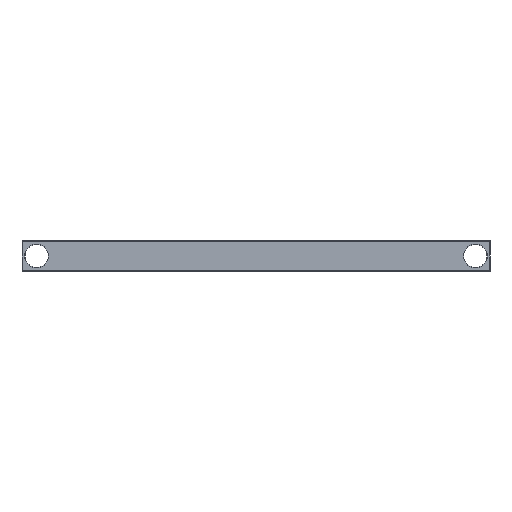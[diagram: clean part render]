
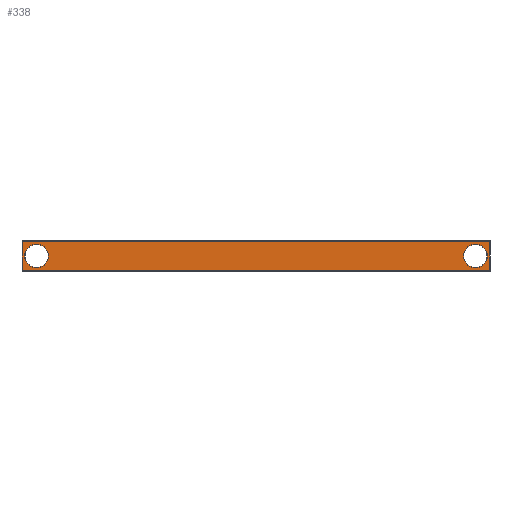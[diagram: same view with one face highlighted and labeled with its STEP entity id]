
A CAD part, left-side view. The second image highlights one B-rep face of the part: STEP entity #338.
In plain terms, the highlighted planar face has unit normal (-1, 0, 0).
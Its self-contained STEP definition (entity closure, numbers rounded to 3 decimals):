
#4 = DIRECTION ( 'NONE',  ( 0., -1., 0. ) ) ;
#34 = EDGE_CURVE ( 'NONE', #677, #132, #342, .T. ) ;
#47 = EDGE_LOOP ( 'NONE', ( #779, #128 ) ) ;
#91 = CARTESIAN_POINT ( 'NONE',  ( -3., 0., 48.5 ) ) ;
#110 = DIRECTION ( 'NONE',  ( 0., 0., 1. ) ) ;
#122 = EDGE_CURVE ( 'NONE', #573, #305, #524, .T. ) ;
#128 = ORIENTED_EDGE ( 'NONE', *, *, #133, .F. ) ;
#132 = VERTEX_POINT ( 'NONE', #91 ) ;
#133 = EDGE_CURVE ( 'NONE', #529, #698, #776, .T. ) ;
#200 = FACE_BOUND ( 'NONE', #47, .T. ) ;
#219 = EDGE_CURVE ( 'NONE', #236, #427, #413, .T. ) ;
#236 = VERTEX_POINT ( 'NONE', #754 ) ;
#249 = EDGE_CURVE ( 'NONE', #573, #677, #482, .T. ) ;
#254 = CARTESIAN_POINT ( 'NONE',  ( -3., 0., -48.5 ) ) ;
#256 = CIRCLE ( 'NONE', #351, 39.5 ) ;
#264 = ORIENTED_EDGE ( 'NONE', *, *, #249, .F. ) ;
#266 = LINE ( 'NONE', #635, #317 ) ;
#269 = PLANE ( 'NONE',  #350 ) ;
#281 = CARTESIAN_POINT ( 'NONE',  ( -3., 50., -39.5 ) ) ;
#295 = CARTESIAN_POINT ( 'NONE',  ( -3., 1550., 0. ) ) ;
#305 = VERTEX_POINT ( 'NONE', #254 ) ;
#306 = ORIENTED_EDGE ( 'NONE', *, *, #825, .F. ) ;
#313 = EDGE_LOOP ( 'NONE', ( #592, #790, #264, #897 ) ) ;
#317 = VECTOR ( 'NONE', #780, 1000. ) ;
#324 = DIRECTION ( 'NONE',  ( -1., 0., 0. ) ) ;
#332 = AXIS2_PLACEMENT_3D ( 'NONE', #295, #739, #895 ) ;
#338 = ADVANCED_FACE ( 'NONE', ( #911, #200, #345 ), #269, .F. ) ;
#342 = LINE ( 'NONE', #781, #853 ) ;
#345 = FACE_OUTER_BOUND ( 'NONE', #313, .T. ) ;
#350 = AXIS2_PLACEMENT_3D ( 'NONE', #712, #857, #932 ) ;
#351 = AXIS2_PLACEMENT_3D ( 'NONE', #551, #485, #110 ) ;
#365 = VECTOR ( 'NONE', #487, 1000. ) ;
#393 = EDGE_CURVE ( 'NONE', #305, #132, #266, .T. ) ;
#409 = CARTESIAN_POINT ( 'NONE',  ( -3., 1600., 48.5 ) ) ;
#413 = CIRCLE ( 'NONE', #940, 39.5 ) ;
#427 = VERTEX_POINT ( 'NONE', #281 ) ;
#482 = LINE ( 'NONE', #409, #365 ) ;
#485 = DIRECTION ( 'NONE',  ( -1., 0., 0. ) ) ;
#487 = DIRECTION ( 'NONE',  ( 0., 0., 1. ) ) ;
#524 = LINE ( 'NONE', #610, #835 ) ;
#529 = VERTEX_POINT ( 'NONE', #777 ) ;
#547 = DIRECTION ( 'NONE',  ( -1., 0., 0. ) ) ;
#551 = CARTESIAN_POINT ( 'NONE',  ( -3., 50., 0. ) ) ;
#561 = ORIENTED_EDGE ( 'NONE', *, *, #219, .F. ) ;
#573 = VERTEX_POINT ( 'NONE', #800 ) ;
#592 = ORIENTED_EDGE ( 'NONE', *, *, #393, .T. ) ;
#597 = EDGE_CURVE ( 'NONE', #698, #529, #866, .T. ) ;
#600 = AXIS2_PLACEMENT_3D ( 'NONE', #658, #324, #741 ) ;
#610 = CARTESIAN_POINT ( 'NONE',  ( -3., 1600., -48.5 ) ) ;
#635 = CARTESIAN_POINT ( 'NONE',  ( -3., 0., 48.5 ) ) ;
#637 = DIRECTION ( 'NONE',  ( 0., -1., 0. ) ) ;
#658 = CARTESIAN_POINT ( 'NONE',  ( -3., 1550., 0. ) ) ;
#669 = EDGE_LOOP ( 'NONE', ( #561, #306 ) ) ;
#677 = VERTEX_POINT ( 'NONE', #887 ) ;
#697 = CARTESIAN_POINT ( 'NONE',  ( -3., 1550., 39.5 ) ) ;
#698 = VERTEX_POINT ( 'NONE', #697 ) ;
#712 = CARTESIAN_POINT ( 'NONE',  ( -3., 1600., 48.5 ) ) ;
#739 = DIRECTION ( 'NONE',  ( -1., 0., 0. ) ) ;
#741 = DIRECTION ( 'NONE',  ( 0., 0., 1. ) ) ;
#754 = CARTESIAN_POINT ( 'NONE',  ( -3., 50., 39.5 ) ) ;
#765 = DIRECTION ( 'NONE',  ( 0., 0., 1. ) ) ;
#776 = CIRCLE ( 'NONE', #332, 39.5 ) ;
#777 = CARTESIAN_POINT ( 'NONE',  ( -3., 1550., -39.5 ) ) ;
#779 = ORIENTED_EDGE ( 'NONE', *, *, #597, .F. ) ;
#780 = DIRECTION ( 'NONE',  ( 0., 0., 1. ) ) ;
#781 = CARTESIAN_POINT ( 'NONE',  ( -3., 1600., 48.5 ) ) ;
#790 = ORIENTED_EDGE ( 'NONE', *, *, #34, .F. ) ;
#800 = CARTESIAN_POINT ( 'NONE',  ( -3., 1600., -48.5 ) ) ;
#825 = EDGE_CURVE ( 'NONE', #427, #236, #256, .T. ) ;
#835 = VECTOR ( 'NONE', #4, 1000. ) ;
#853 = VECTOR ( 'NONE', #637, 1000. ) ;
#857 = DIRECTION ( 'NONE',  ( 1., 0., 0. ) ) ;
#866 = CIRCLE ( 'NONE', #600, 39.5 ) ;
#887 = CARTESIAN_POINT ( 'NONE',  ( -3., 1600., 48.5 ) ) ;
#895 = DIRECTION ( 'NONE',  ( 0., 0., 1. ) ) ;
#897 = ORIENTED_EDGE ( 'NONE', *, *, #122, .T. ) ;
#899 = CARTESIAN_POINT ( 'NONE',  ( -3., 50., 0. ) ) ;
#911 = FACE_BOUND ( 'NONE', #669, .T. ) ;
#932 = DIRECTION ( 'NONE',  ( 0., 0., -1. ) ) ;
#940 = AXIS2_PLACEMENT_3D ( 'NONE', #899, #547, #765 ) ;
